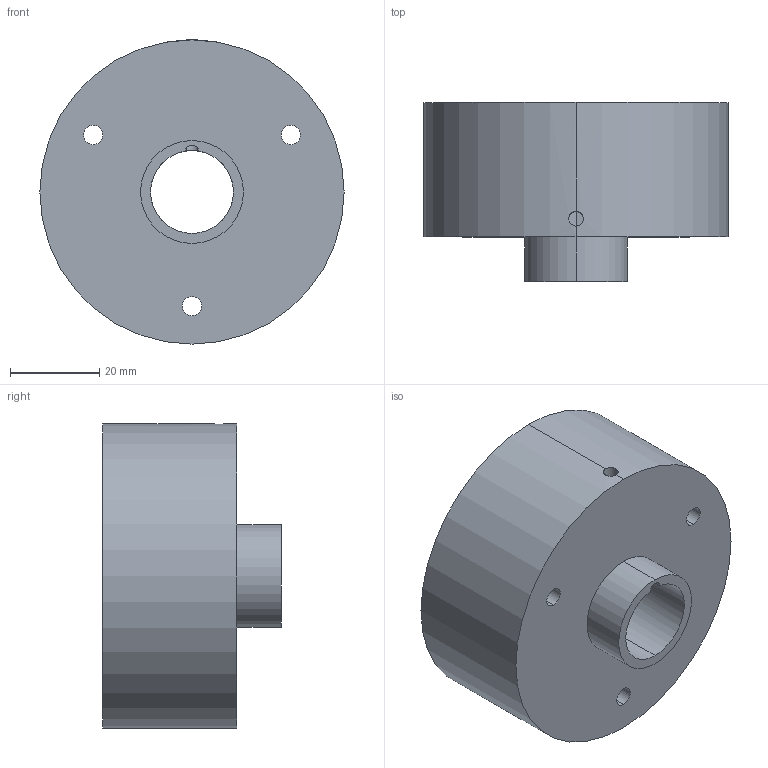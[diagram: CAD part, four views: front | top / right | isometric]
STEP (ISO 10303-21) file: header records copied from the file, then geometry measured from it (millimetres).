
FILE_DESCRIPTION (( 'STEP AP214' ), '1' );
FILE_NAME ('1.2.4.POC_E_bac.STEP', '2020-11-20T11:02:57', ( '' ), ( '' ), 'SwSTEP 2.0', 'SolidWorks 2020', '' );
FILE_SCHEMA (( 'AUTOMOTIVE_DESIGN' ));
Length unit declared in the file: millimetre
Products named in the file (1): 1.2.4.POC_E_bac
Bounding box: 68 x 40 x 68 mm (x, y, z)
Volume: 41606.7 mm3; surface area: 19825.4 mm2
Topology: 1 solids, 1 shells, 42 faces, 113 edges, 72 vertices
Faces by surface type: cylinder 24, plane 10, cone 8
Entity records: 1579 total; most frequent: CARTESIAN_POINT 405, DIRECTION 237, ORIENTED_EDGE 226, EDGE_CURVE 113, AXIS2_PLACEMENT_3D 96, VERTEX_POINT 72, CIRCLE 53, EDGE_LOOP 53
